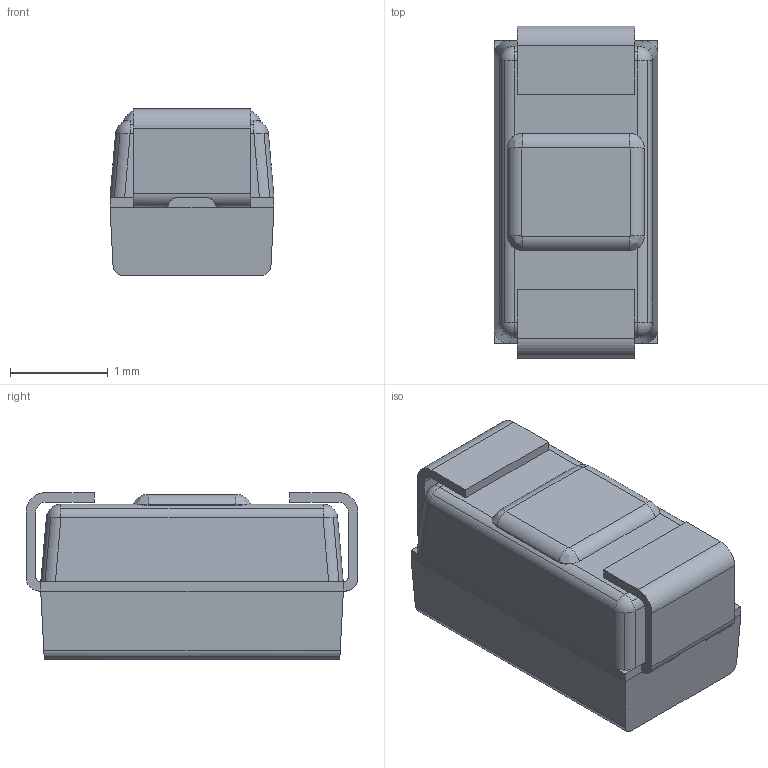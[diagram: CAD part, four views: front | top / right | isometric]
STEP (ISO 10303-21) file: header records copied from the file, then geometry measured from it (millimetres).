
FILE_DESCRIPTION (( 'STEP AP214' ), '1' );
FILE_NAME ('NOS_A.stp', '2019-02-12T23:53:01', ( '' ), ( '' ), 'SwSTEP 2.0', 'SolidWorks 2018', '' );
FILE_SCHEMA (( 'AUTOMOTIVE_DESIGN' ));
Length unit declared in the file: millimetre
Products named in the file (1): NOS_A
Bounding box: 1.68 x 3.4 x 1.71 mm (x, y, z)
Volume: 8.3 mm3; surface area: 31.3 mm2
Topology: 1 solids, 1 shells, 103 faces, 281 edges, 176 vertices
Faces by surface type: plane 49, cylinder 44, bspline 6, sphere 4
Entity records: 4117 total; most frequent: CARTESIAN_POINT 1059, ORIENTED_EDGE 562, DIRECTION 526, EDGE_CURVE 281, VECTOR 176, LINE 176, VERTEX_POINT 176, AXIS2_PLACEMENT_3D 175
